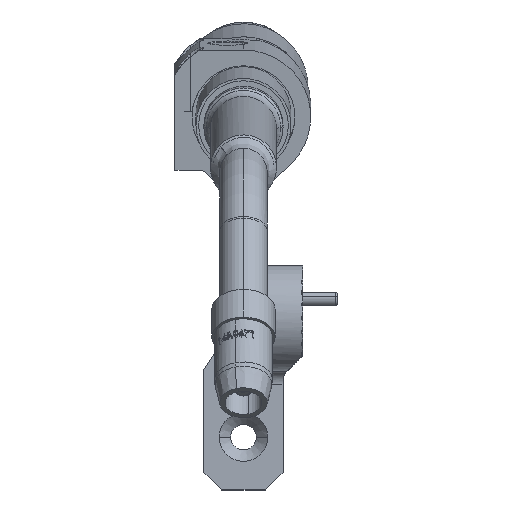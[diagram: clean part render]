
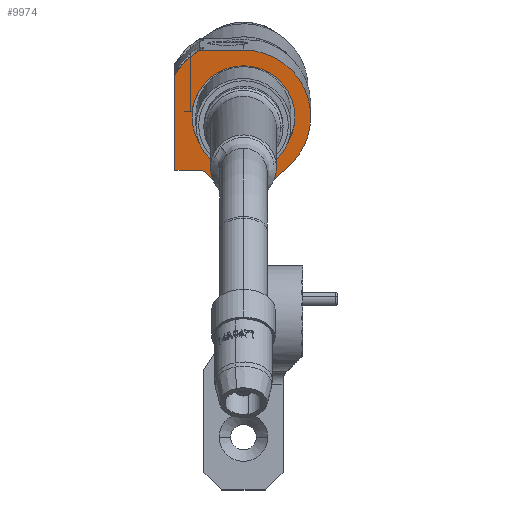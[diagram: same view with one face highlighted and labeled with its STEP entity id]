
A CAD part, top view. The second image highlights one B-rep face of the part: STEP entity #9974.
In plain terms, the highlighted planar face has unit normal (0, -0.108, 0.994).
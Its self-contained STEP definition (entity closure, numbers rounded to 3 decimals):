
#99 = DIRECTION ( 'NONE',  ( 0., 0.108, -0.994 ) ) ;
#123 = DIRECTION ( 'NONE',  ( 0., 0.108, -0.994 ) ) ;
#314 = VERTEX_POINT ( 'NONE', #20178 ) ;
#760 = LINE ( 'NONE', #8565, #17281 ) ;
#962 = FACE_BOUND ( 'NONE', #10004, .T. ) ;
#1292 = CIRCLE ( 'NONE', #7350, 7.65 ) ;
#1351 = EDGE_LOOP ( 'NONE', ( #12444, #6039, #14507, #17552, #15819, #6848, #16564, #4671, #6634, #7720 ) ) ;
#1884 = CARTESIAN_POINT ( 'NONE',  ( 11.407, 90.005, 87.37 ) ) ;
#1896 = EDGE_CURVE ( 'NONE', #2827, #314, #9909, .T. ) ;
#2242 = CARTESIAN_POINT ( 'NONE',  ( 11.407, 77.255, 85.983 ) ) ;
#2827 = VERTEX_POINT ( 'NONE', #8130 ) ;
#2970 = VECTOR ( 'NONE', #8668, 1000. ) ;
#3158 = VERTEX_POINT ( 'NONE', #17677 ) ;
#3355 = VERTEX_POINT ( 'NONE', #15217 ) ;
#3461 = VECTOR ( 'NONE', #20381, 1000. ) ;
#3994 = LINE ( 'NONE', #14941, #19113 ) ;
#4016 = DIRECTION ( 'NONE',  ( 0., 0.108, -0.994 ) ) ;
#4123 = CARTESIAN_POINT ( 'NONE',  ( 15.907, 77.255, 85.983 ) ) ;
#4671 = ORIENTED_EDGE ( 'NONE', *, *, #1896, .T. ) ;
#4952 = EDGE_CURVE ( 'NONE', #3158, #5157, #8618, .T. ) ;
#4965 = DIRECTION ( 'NONE',  ( 1., 0., 0. ) ) ;
#5087 = ORIENTED_EDGE ( 'NONE', *, *, #19459, .T. ) ;
#5130 = CARTESIAN_POINT ( 'NONE',  ( 13.657, 100.816, 88.545 ) ) ;
#5157 = VERTEX_POINT ( 'NONE', #1884 ) ;
#5522 = LINE ( 'NONE', #12164, #9049 ) ;
#5526 = DIRECTION ( 'NONE',  ( -1., 0., 0. ) ) ;
#5651 = CARTESIAN_POINT ( 'NONE',  ( 8.637, 108.421, 89.372 ) ) ;
#5690 = VERTEX_POINT ( 'NONE', #14707 ) ;
#5717 = VERTEX_POINT ( 'NONE', #9977 ) ;
#5812 = PLANE ( 'NONE',  #20487 ) ;
#5959 = LINE ( 'NONE', #14145, #3461 ) ;
#6039 = ORIENTED_EDGE ( 'NONE', *, *, #9080, .F. ) ;
#6417 = CARTESIAN_POINT ( 'NONE',  ( 13.657, 100.816, 88.545 ) ) ;
#6518 = DIRECTION ( 'NONE',  ( 1., 0., 0. ) ) ;
#6634 = ORIENTED_EDGE ( 'NONE', *, *, #8693, .F. ) ;
#6848 = ORIENTED_EDGE ( 'NONE', *, *, #18276, .T. ) ;
#7350 = AXIS2_PLACEMENT_3D ( 'NONE', #5130, #19657, #10184 ) ;
#7387 = CARTESIAN_POINT ( 'NONE',  ( 11.407, 77.255, 85.983 ) ) ;
#7720 = ORIENTED_EDGE ( 'NONE', *, *, #20637, .T. ) ;
#8130 = CARTESIAN_POINT ( 'NONE',  ( 15.907, 90.005, 87.37 ) ) ;
#8387 = VECTOR ( 'NONE', #5526, 1000. ) ;
#8565 = CARTESIAN_POINT ( 'NONE',  ( 21.308, 108.421, 89.372 ) ) ;
#8618 = CIRCLE ( 'NONE', #9973, 6. ) ;
#8668 = DIRECTION ( 'NONE',  ( 0., -0.994, -0.108 ) ) ;
#8693 = EDGE_CURVE ( 'NONE', #5717, #314, #1292, .T. ) ;
#9049 = VECTOR ( 'NONE', #10478, 1000. ) ;
#9080 = EDGE_CURVE ( 'NONE', #16640, #5690, #5522, .T. ) ;
#9085 = DIRECTION ( 'NONE',  ( 1., 0., 0. ) ) ;
#9106 = DIRECTION ( 'NONE',  ( 1., 0., 0. ) ) ;
#9173 = CARTESIAN_POINT ( 'NONE',  ( 21.907, 90.005, 87.37 ) ) ;
#9511 = AXIS2_PLACEMENT_3D ( 'NONE', #20767, #123, #4965 ) ;
#9549 = EDGE_CURVE ( 'NONE', #2827, #10064, #3994, .T. ) ;
#9909 = CIRCLE ( 'NONE', #10579, 6. ) ;
#9973 = AXIS2_PLACEMENT_3D ( 'NONE', #18036, #19623, #18238 ) ;
#9974 = ADVANCED_FACE ( 'NONE', ( #18529, #962 ), #5812, .T. ) ;
#9977 = CARTESIAN_POINT ( 'NONE',  ( 13.657, 108.421, 89.372 ) ) ;
#10004 = EDGE_LOOP ( 'NONE', ( #5087, #14714 ) ) ;
#10064 = VERTEX_POINT ( 'NONE', #4123 ) ;
#10139 = LINE ( 'NONE', #2242, #2970 ) ;
#10184 = DIRECTION ( 'NONE',  ( 1., 0., 0. ) ) ;
#10247 = AXIS2_PLACEMENT_3D ( 'NONE', #6417, #99, #6518 ) ;
#10417 = DIRECTION ( 'NONE',  ( 0., -0.994, -0.108 ) ) ;
#10478 = DIRECTION ( 'NONE',  ( 0., 0.994, 0.108 ) ) ;
#10579 = AXIS2_PLACEMENT_3D ( 'NONE', #9173, #4016, #9085 ) ;
#11010 = EDGE_CURVE ( 'NONE', #5157, #13386, #10139, .T. ) ;
#11920 = DIRECTION ( 'NONE',  ( -1., 0., 0. ) ) ;
#12164 = CARTESIAN_POINT ( 'NONE',  ( 5.857, 94.757, 87.886 ) ) ;
#12444 = ORIENTED_EDGE ( 'NONE', *, *, #15489, .T. ) ;
#12640 = EDGE_CURVE ( 'NONE', #3158, #16640, #14794, .T. ) ;
#13250 = VERTEX_POINT ( 'NONE', #5651 ) ;
#13386 = VERTEX_POINT ( 'NONE', #14758 ) ;
#13581 = DIRECTION ( 'NONE',  ( 1., 0., 0. ) ) ;
#14145 = CARTESIAN_POINT ( 'NONE',  ( 11.407, 77.255, 85.983 ) ) ;
#14507 = ORIENTED_EDGE ( 'NONE', *, *, #12640, .F. ) ;
#14707 = CARTESIAN_POINT ( 'NONE',  ( 5.857, 105.572, 89.062 ) ) ;
#14714 = ORIENTED_EDGE ( 'NONE', *, *, #18869, .T. ) ;
#14758 = CARTESIAN_POINT ( 'NONE',  ( 11.407, 77.255, 85.983 ) ) ;
#14794 = LINE ( 'NONE', #18358, #8387 ) ;
#14941 = CARTESIAN_POINT ( 'NONE',  ( 15.907, 77.255, 85.983 ) ) ;
#15082 = CARTESIAN_POINT ( 'NONE',  ( 13.657, 100.816, 88.545 ) ) ;
#15217 = CARTESIAN_POINT ( 'NONE',  ( 7.807, 100.816, 88.545 ) ) ;
#15489 = EDGE_CURVE ( 'NONE', #13250, #5690, #16501, .T. ) ;
#15819 = ORIENTED_EDGE ( 'NONE', *, *, #11010, .T. ) ;
#16209 = CARTESIAN_POINT ( 'NONE',  ( 19.507, 100.816, 88.545 ) ) ;
#16501 = CIRCLE ( 'NONE', #19187, 9.15 ) ;
#16564 = ORIENTED_EDGE ( 'NONE', *, *, #9549, .F. ) ;
#16640 = VERTEX_POINT ( 'NONE', #19704 ) ;
#16954 = DIRECTION ( 'NONE',  ( 0., -0.108, 0.994 ) ) ;
#16982 = DIRECTION ( 'NONE',  ( 0., -0.108, 0.994 ) ) ;
#17237 = CIRCLE ( 'NONE', #9511, 5.85 ) ;
#17281 = VECTOR ( 'NONE', #11920, 1000. ) ;
#17552 = ORIENTED_EDGE ( 'NONE', *, *, #4952, .T. ) ;
#17677 = CARTESIAN_POINT ( 'NONE',  ( 9.034, 94.757, 87.886 ) ) ;
#17778 = VERTEX_POINT ( 'NONE', #16209 ) ;
#18036 = CARTESIAN_POINT ( 'NONE',  ( 5.407, 90.005, 87.37 ) ) ;
#18238 = DIRECTION ( 'NONE',  ( 1., 0., 0. ) ) ;
#18276 = EDGE_CURVE ( 'NONE', #13386, #10064, #5959, .T. ) ;
#18358 = CARTESIAN_POINT ( 'NONE',  ( 21.308, 94.757, 87.886 ) ) ;
#18529 = FACE_OUTER_BOUND ( 'NONE', #1351, .T. ) ;
#18869 = EDGE_CURVE ( 'NONE', #17778, #3355, #17237, .T. ) ;
#19113 = VECTOR ( 'NONE', #10417, 1000. ) ;
#19187 = AXIS2_PLACEMENT_3D ( 'NONE', #15082, #16982, #9106 ) ;
#19318 = CIRCLE ( 'NONE', #10247, 5.85 ) ;
#19459 = EDGE_CURVE ( 'NONE', #3355, #17778, #19318, .T. ) ;
#19623 = DIRECTION ( 'NONE',  ( 0., 0.108, -0.994 ) ) ;
#19657 = DIRECTION ( 'NONE',  ( 0., 0.108, -0.994 ) ) ;
#19704 = CARTESIAN_POINT ( 'NONE',  ( 5.857, 94.757, 87.886 ) ) ;
#20178 = CARTESIAN_POINT ( 'NONE',  ( 18.281, 94.757, 87.886 ) ) ;
#20381 = DIRECTION ( 'NONE',  ( 1., 0., 0. ) ) ;
#20487 = AXIS2_PLACEMENT_3D ( 'NONE', #7387, #16954, #13581 ) ;
#20637 = EDGE_CURVE ( 'NONE', #5717, #13250, #760, .T. ) ;
#20767 = CARTESIAN_POINT ( 'NONE',  ( 13.657, 100.816, 88.545 ) ) ;
